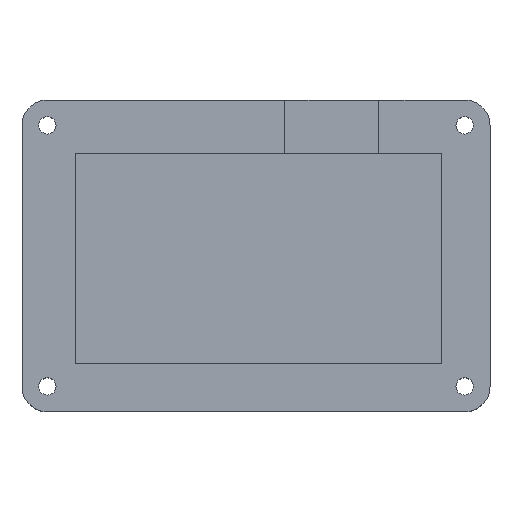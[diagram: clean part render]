
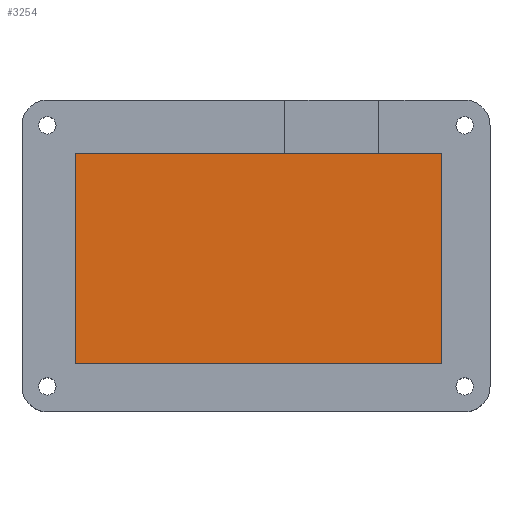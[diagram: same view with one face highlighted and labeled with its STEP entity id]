
A CAD part, top view. The second image highlights one B-rep face of the part: STEP entity #3254.
In plain terms, the highlighted planar face has unit normal (0, 0, 1).
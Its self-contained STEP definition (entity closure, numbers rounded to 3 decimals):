
#356=PLANE('',#3475);
#438=FACE_OUTER_BOUND('',#628,.T.);
#628=EDGE_LOOP('',(#2299,#2300,#2301,#2302));
#848=LINE('',#4183,#1130);
#849=LINE('',#4185,#1131);
#850=LINE('',#4187,#1132);
#851=LINE('',#4188,#1133);
#1130=VECTOR('',#3654,10.);
#1131=VECTOR('',#3655,10.);
#1132=VECTOR('',#3656,10.);
#1133=VECTOR('',#3657,10.);
#1437=VERTEX_POINT('',#4181);
#1438=VERTEX_POINT('',#4182);
#1439=VERTEX_POINT('',#4184);
#1440=VERTEX_POINT('',#4186);
#1780=EDGE_CURVE('',#1437,#1438,#848,.T.);
#1781=EDGE_CURVE('',#1439,#1437,#849,.T.);
#1782=EDGE_CURVE('',#1440,#1439,#850,.T.);
#1783=EDGE_CURVE('',#1438,#1440,#851,.T.);
#2299=ORIENTED_EDGE('',*,*,#1780,.F.);
#2300=ORIENTED_EDGE('',*,*,#1781,.F.);
#2301=ORIENTED_EDGE('',*,*,#1782,.F.);
#2302=ORIENTED_EDGE('',*,*,#1783,.F.);
#3254=ADVANCED_FACE('',(#438),#356,.T.);
#3475=AXIS2_PLACEMENT_3D('',#4180,#3652,#3653);
#3652=DIRECTION('center_axis',(0.,0.,1.));
#3653=DIRECTION('ref_axis',(0.,-1.,0.));
#3654=DIRECTION('',(1.,0.,0.));
#3655=DIRECTION('',(0.,1.,0.));
#3656=DIRECTION('',(-1.,0.,0.));
#3657=DIRECTION('',(0.,-1.,0.));
#4180=CARTESIAN_POINT('Origin',(-112.992,56.436,7.624));
#4181=CARTESIAN_POINT('',(-149.052,77.129,7.624));
#4182=CARTESIAN_POINT('',(-76.932,77.129,7.624));
#4183=CARTESIAN_POINT('',(-131.022,77.129,7.624));
#4184=CARTESIAN_POINT('',(-149.052,35.743,7.624));
#4185=CARTESIAN_POINT('',(-149.052,46.09,7.624));
#4186=CARTESIAN_POINT('',(-76.932,35.743,7.624));
#4187=CARTESIAN_POINT('',(-94.962,35.743,7.624));
#4188=CARTESIAN_POINT('',(-76.932,66.783,7.624));
